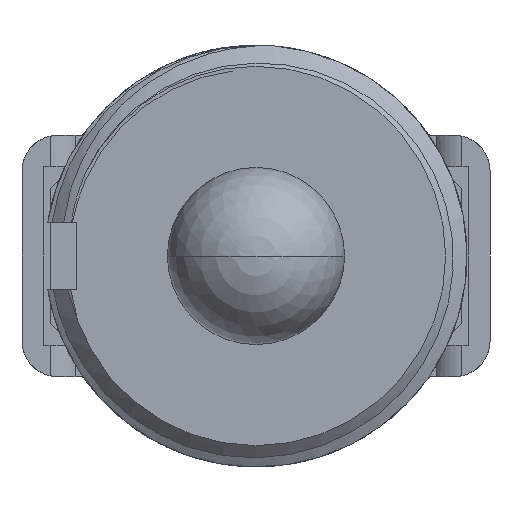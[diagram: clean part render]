
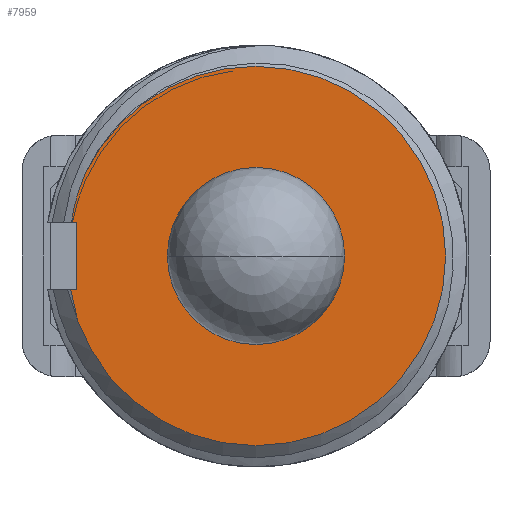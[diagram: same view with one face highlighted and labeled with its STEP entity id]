
A CAD part, front view. The second image highlights one B-rep face of the part: STEP entity #7959.
In plain terms, the highlighted planar face has unit normal (0, -1, 0).
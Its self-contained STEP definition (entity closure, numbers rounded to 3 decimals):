
#842=DIRECTION('',(1.,0.,0.));
#843=VECTOR('',#842,0.155);
#844=CARTESIAN_POINT('',(-5.205,-11.9,
0.95));
#845=LINE('',#844,#843);
#862=DIRECTION('',(0.,0.,-1.));
#863=VECTOR('',#862,1.9);
#864=CARTESIAN_POINT('',(-5.05,-11.9,0.95));
#865=LINE('',#864,#863);
#870=DIRECTION('',(1.,0.,0.));
#871=VECTOR('',#870,0.177);
#872=CARTESIAN_POINT('',(-5.227,-11.9,
-0.95));
#873=LINE('',#872,#871);
#874=CARTESIAN_POINT('',(0.,-11.9,0.));
#875=DIRECTION('',(0.,1.,0.));
#876=DIRECTION('',(-0.901,0.,0.434));
#877=AXIS2_PLACEMENT_3D('',#874,#875,#876);
#879=CARTESIAN_POINT('',(0.,-11.9,0.));
#880=DIRECTION('',(0.,1.,0.));
#881=DIRECTION('',(0.,0.,1.));
#882=AXIS2_PLACEMENT_3D('',#879,#880,#881);
#884=CARTESIAN_POINT('',(0.,-11.9,0.));
#885=DIRECTION('',(0.,1.,0.));
#886=DIRECTION('',(0.,0.,-1.));
#887=AXIS2_PLACEMENT_3D('',#884,#885,#886);
#889=CARTESIAN_POINT('',(-5.227,-11.9,
-0.95));
#890=CARTESIAN_POINT('',(-5.213,-11.9,
-1.05));
#891=CARTESIAN_POINT('',(-5.18,-11.9,
-1.249));
#892=CARTESIAN_POINT('',(-5.112,-11.9,
-1.544));
#893=CARTESIAN_POINT('',(-5.056,-11.9,
-1.738));
#894=CARTESIAN_POINT('',(-5.026,-11.9,
-1.835));
#945=CARTESIAN_POINT('',(-4.82,-11.9,2.322));
#946=CARTESIAN_POINT('',(-4.858,-11.9,2.234));
#947=CARTESIAN_POINT('',(-4.929,-11.9,2.057));
#948=CARTESIAN_POINT('',(-5.021,-11.9,1.786));
#949=CARTESIAN_POINT('',(-5.098,-11.9,1.511));
#950=CARTESIAN_POINT('',(-5.161,-11.9,1.232));
#951=CARTESIAN_POINT('',(-5.192,-11.9,1.044));
#952=CARTESIAN_POINT('',(-5.205,-11.9,
0.95));
#954=CARTESIAN_POINT('',(-5.205,-11.9,
0.95));
#6529=VERTEX_POINT('',#954);
#6530=CARTESIAN_POINT('',(-5.05,-11.9,0.95));
#6531=VERTEX_POINT('',#6530);
#6534=CARTESIAN_POINT('',(-5.05,-11.9,-0.95));
#6535=VERTEX_POINT('',#6534);
#6536=VERTEX_POINT('',#889);
#6537=VERTEX_POINT('',#894);
#6538=VERTEX_POINT('',#945);
#6539=CARTESIAN_POINT('',(0.,-11.9,-5.35));
#6540=VERTEX_POINT('',#6539);
#6541=CARTESIAN_POINT('',(0.,-11.9,5.35));
#6542=VERTEX_POINT('',#6541);
#7938=CARTESIAN_POINT('',(0.,-11.9,0.));
#7939=DIRECTION('',(0.,1.,0.));
#7940=DIRECTION('',(1.,0.,0.));
#7941=AXIS2_PLACEMENT_3D('',#7938,#7939,#7940);
#7942=PLANE('',#7941);
#7944=ORIENTED_EDGE('',*,*,#7943,.F.);
#7946=ORIENTED_EDGE('',*,*,#7945,.T.);
#7947=ORIENTED_EDGE('',*,*,#7931,.F.);
#7948=ORIENTED_EDGE('',*,*,#7903,.F.);
#7950=ORIENTED_EDGE('',*,*,#7949,.F.);
#7952=ORIENTED_EDGE('',*,*,#7951,.T.);
#7954=ORIENTED_EDGE('',*,*,#7953,.T.);
#7956=ORIENTED_EDGE('',*,*,#7955,.T.);
#7957=EDGE_LOOP('',(#7944,#7946,#7947,#7948,#7950,#7952,#7954,#7956));
#7958=FACE_OUTER_BOUND('',#7957,.F.);
#7959=ADVANCED_FACE('',(#7958),#7942,.F.);
#878=CIRCLE('',#877,5.35);
#883=CIRCLE('',#882,5.35);
#888=CIRCLE('',#887,5.35);
#895=B_SPLINE_CURVE_WITH_KNOTS('',3,(#889,#890,#891,#892,#893,#894),
.UNSPECIFIED.,.F.,.F.,(4,1,1,4),(0.,0.333,0.667,1.),
.UNSPECIFIED.);
#953=B_SPLINE_CURVE_WITH_KNOTS('',3,(#945,#946,#947,#948,#949,#950,#951,#952),
.UNSPECIFIED.,.F.,.F.,(4,1,1,1,1,4),(0.,0.2,0.4,0.6,0.8,1.),
.UNSPECIFIED.);
#7903=EDGE_CURVE('',#6529,#6531,#845,.T.);
#7931=EDGE_CURVE('',#6531,#6535,#865,.T.);
#7943=EDGE_CURVE('',#6536,#6537,#895,.T.);
#7945=EDGE_CURVE('',#6536,#6535,#873,.T.);
#7949=EDGE_CURVE('',#6538,#6529,#953,.T.);
#7951=EDGE_CURVE('',#6538,#6542,#878,.T.);
#7953=EDGE_CURVE('',#6542,#6540,#883,.T.);
#7955=EDGE_CURVE('',#6540,#6537,#888,.T.);
